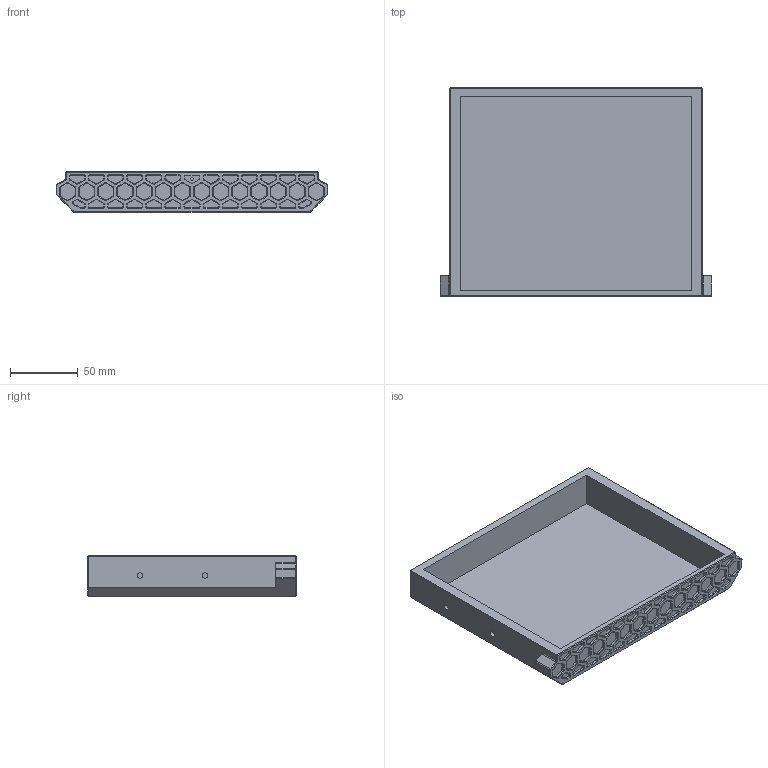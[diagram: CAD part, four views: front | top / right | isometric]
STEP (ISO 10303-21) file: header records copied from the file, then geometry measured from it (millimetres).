
FILE_DESCRIPTION(/* description */ (''),/* implementation_level */ '2;1');
FILE_NAME(/* name */ 'Drawer_Version_B.step',/* time_stamp */ '2020-12-27T18:14:53+01:00',/* author */ (''),/* organization */ (''),/* preprocessor_version */ 'ST-DEVELOPER v18.1',/* originating_system */ 'Autodesk Translation Framework v9.7.1.1290',/* authorisation */ '');
FILE_SCHEMA (('AUTOMOTIVE_DESIGN { 1 0 10303 214 3 1 1 }'));
Length unit declared in the file: millimetre
Products named in the file (2): Drawer_Version_B; Drawer_B
Assembly tree (1 placements, depth 2):
  Drawer_Version_B
    Drawer_B
Bounding box: 200 x 153.1 x 29.5 mm (x, y, z)
Volume: 212760.4 mm3; surface area: 94492.3 mm2
Topology: 1 solids, 1 shells, 949 faces, 2269 edges, 1367 vertices
Faces by surface type: plane 506, cylinder 227, cone 216
Full cylindrical faces by diameter (mm): 2 x1, 4 x4
Entity records: 27043 total; most frequent: DIRECTION 4845, CARTESIAN_POINT 4588, ORIENTED_EDGE 4538, EDGE_CURVE 2269, AXIS2_PLACEMENT_3D 1624, LINE 1597, VECTOR 1597, VERTEX_POINT 1367
